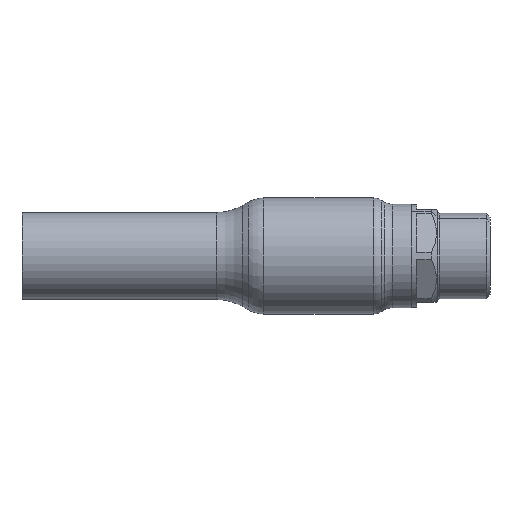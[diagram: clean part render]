
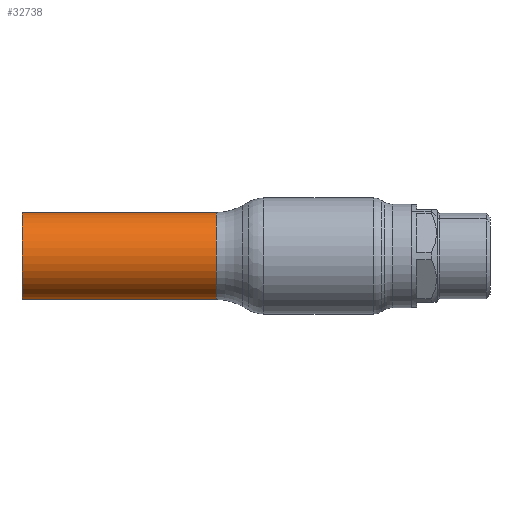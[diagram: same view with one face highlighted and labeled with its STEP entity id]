
A CAD part, front view. The second image highlights one B-rep face of the part: STEP entity #32738.
In plain terms, the highlighted cylindrical face has radius 16.85 mm (diameter 33.7 mm), a partial arc.
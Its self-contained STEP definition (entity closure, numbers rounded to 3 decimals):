
#358 = CIRCLE ( 'NONE', #7501, 16.85 ) ;
#680 = EDGE_CURVE ( 'NONE', #33630, #34384, #358, .T. ) ;
#1211 = CARTESIAN_POINT ( 'NONE',  ( -62.69, 0., 0. ) ) ;
#2745 = ORIENTED_EDGE ( 'NONE', *, *, #22176, .T. ) ;
#3432 = DIRECTION ( 'NONE',  ( -1., 0., 0. ) ) ;
#3577 = CARTESIAN_POINT ( 'NONE',  ( -115., 0., -16.85 ) ) ;
#3645 = DIRECTION ( 'NONE',  ( -1., 0., 0. ) ) ;
#5575 = AXIS2_PLACEMENT_3D ( 'NONE', #33591, #12359, #41448 ) ;
#6528 = EDGE_LOOP ( 'NONE', ( #48814, #27467, #2745, #11335 ) ) ;
#7378 = CIRCLE ( 'NONE', #5575, 16.85 ) ;
#7501 = AXIS2_PLACEMENT_3D ( 'NONE', #44376, #14719, #10565 ) ;
#10565 = DIRECTION ( 'NONE',  ( 0., 0., 1. ) ) ;
#11335 = ORIENTED_EDGE ( 'NONE', *, *, #37358, .F. ) ;
#11666 = LINE ( 'NONE', #12236, #17445 ) ;
#12236 = CARTESIAN_POINT ( 'NONE',  ( -62.69, 0., -16.85 ) ) ;
#12359 = DIRECTION ( 'NONE',  ( -1., 0., 0. ) ) ;
#14719 = DIRECTION ( 'NONE',  ( -1., 0., 0. ) ) ;
#17445 = VECTOR ( 'NONE', #3645, 1000. ) ;
#19576 = AXIS2_PLACEMENT_3D ( 'NONE', #1211, #35223, #22009 ) ;
#22009 = DIRECTION ( 'NONE',  ( 0., 0., 1. ) ) ;
#22176 = EDGE_CURVE ( 'NONE', #34384, #33806, #38012, .T. ) ;
#24227 = CARTESIAN_POINT ( 'NONE',  ( -115., 0., 16.85 ) ) ;
#27467 = ORIENTED_EDGE ( 'NONE', *, *, #680, .T. ) ;
#28657 = CYLINDRICAL_SURFACE ( 'NONE', #19576, 16.85 ) ;
#28693 = VECTOR ( 'NONE', #3432, 1000. ) ;
#29625 = EDGE_CURVE ( 'NONE', #33630, #39051, #11666, .T. ) ;
#31929 = CARTESIAN_POINT ( 'NONE',  ( -39.645, 0., -16.85 ) ) ;
#32738 = ADVANCED_FACE ( 'NONE', ( #45898 ), #28657, .T. ) ;
#33591 = CARTESIAN_POINT ( 'NONE',  ( -115., 0., 0. ) ) ;
#33630 = VERTEX_POINT ( 'NONE', #31929 ) ;
#33806 = VERTEX_POINT ( 'NONE', #24227 ) ;
#34384 = VERTEX_POINT ( 'NONE', #52227 ) ;
#35223 = DIRECTION ( 'NONE',  ( -1., 0., 0. ) ) ;
#37358 = EDGE_CURVE ( 'NONE', #39051, #33806, #7378, .T. ) ;
#38012 = LINE ( 'NONE', #46645, #28693 ) ;
#39051 = VERTEX_POINT ( 'NONE', #3577 ) ;
#41448 = DIRECTION ( 'NONE',  ( 0., 0., 1. ) ) ;
#44376 = CARTESIAN_POINT ( 'NONE',  ( -39.645, 0., 0. ) ) ;
#45898 = FACE_OUTER_BOUND ( 'NONE', #6528, .T. ) ;
#46645 = CARTESIAN_POINT ( 'NONE',  ( -62.69, 0., 16.85 ) ) ;
#48814 = ORIENTED_EDGE ( 'NONE', *, *, #29625, .F. ) ;
#52227 = CARTESIAN_POINT ( 'NONE',  ( -39.645, 0., 16.85 ) ) ;
